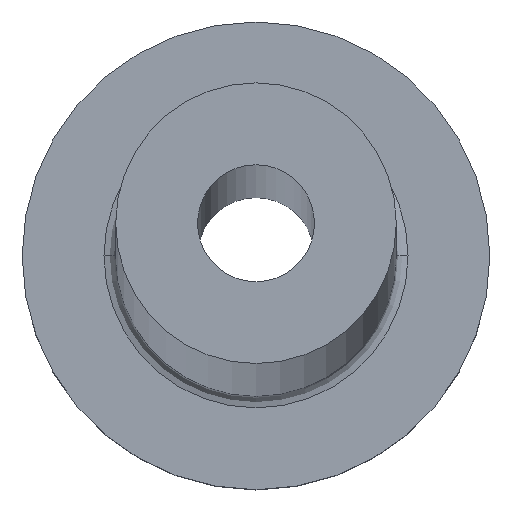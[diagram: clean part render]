
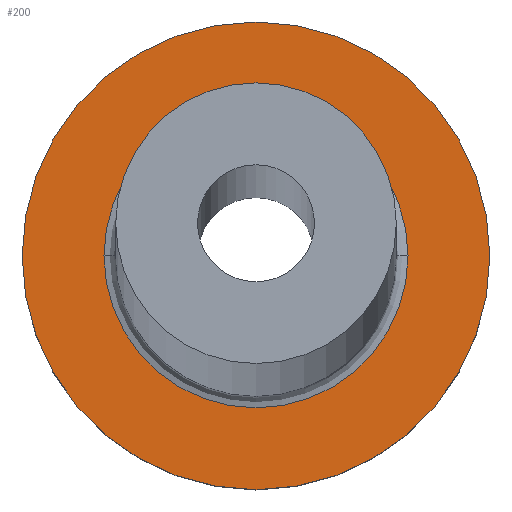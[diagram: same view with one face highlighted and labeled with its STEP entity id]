
A CAD part, top view. The second image highlights one B-rep face of the part: STEP entity #200.
In plain terms, the highlighted planar face has unit normal (0, 0, 1).
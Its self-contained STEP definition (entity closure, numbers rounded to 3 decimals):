
#33 = EDGE_CURVE ( 'NONE', #164, #265, #50, .T. ) ;
#35 = CIRCLE ( 'NONE', #376, 10. ) ;
#50 = CIRCLE ( 'NONE', #160, 10. ) ;
#54 = CARTESIAN_POINT ( 'NONE',  ( -10., 0., 7. ) ) ;
#55 = ORIENTED_EDGE ( 'NONE', *, *, #215, .T. ) ;
#56 = VERTEX_POINT ( 'NONE', #299 ) ;
#57 = EDGE_CURVE ( 'NONE', #265, #164, #35, .T. ) ;
#93 = CARTESIAN_POINT ( 'NONE',  ( 0., 0., 7. ) ) ;
#99 = DIRECTION ( 'NONE',  ( 0., 0., 1. ) ) ;
#106 = DIRECTION ( 'NONE',  ( 0., 0., -1. ) ) ;
#116 = DIRECTION ( 'NONE',  ( 1., 0., 0. ) ) ;
#120 = FACE_OUTER_BOUND ( 'NONE', #230, .T. ) ;
#122 = CIRCLE ( 'NONE', #161, 6.5 ) ;
#127 = FACE_BOUND ( 'NONE', #196, .T. ) ;
#133 = DIRECTION ( 'NONE',  ( 1., 0., 0. ) ) ;
#136 = ORIENTED_EDGE ( 'NONE', *, *, #33, .T. ) ;
#144 = DIRECTION ( 'NONE',  ( 0., 0., -1. ) ) ;
#159 = CARTESIAN_POINT ( 'NONE',  ( 0., 0., 7. ) ) ;
#160 = AXIS2_PLACEMENT_3D ( 'NONE', #324, #325, #116 ) ;
#161 = AXIS2_PLACEMENT_3D ( 'NONE', #258, #144, #270 ) ;
#164 = VERTEX_POINT ( 'NONE', #280 ) ;
#196 = EDGE_LOOP ( 'NONE', ( #242, #55 ) ) ;
#200 = ADVANCED_FACE ( 'NONE', ( #127, #120 ), #336, .T. ) ;
#201 = ORIENTED_EDGE ( 'NONE', *, *, #57, .T. ) ;
#215 = EDGE_CURVE ( 'NONE', #308, #56, #291, .T. ) ;
#230 = EDGE_LOOP ( 'NONE', ( #201, #136 ) ) ;
#242 = ORIENTED_EDGE ( 'NONE', *, *, #363, .T. ) ;
#243 = DIRECTION ( 'NONE',  ( 1., 0., 0. ) ) ;
#258 = CARTESIAN_POINT ( 'NONE',  ( 0., 0., 7. ) ) ;
#263 = DIRECTION ( 'NONE',  ( 1., 0., 0. ) ) ;
#265 = VERTEX_POINT ( 'NONE', #54 ) ;
#270 = DIRECTION ( 'NONE',  ( 1., 0., 0. ) ) ;
#277 = CARTESIAN_POINT ( 'NONE',  ( 0., 0., 7. ) ) ;
#278 = AXIS2_PLACEMENT_3D ( 'NONE', #277, #99, #133 ) ;
#280 = CARTESIAN_POINT ( 'NONE',  ( 10., 0., 7. ) ) ;
#291 = CIRCLE ( 'NONE', #335, 6.5 ) ;
#299 = CARTESIAN_POINT ( 'NONE',  ( 6.5, 0., 7. ) ) ;
#308 = VERTEX_POINT ( 'NONE', #323 ) ;
#323 = CARTESIAN_POINT ( 'NONE',  ( -6.5, 0., 7. ) ) ;
#324 = CARTESIAN_POINT ( 'NONE',  ( 0., 0., 7. ) ) ;
#325 = DIRECTION ( 'NONE',  ( 0., 0., 1. ) ) ;
#332 = DIRECTION ( 'NONE',  ( 0., 0., 1. ) ) ;
#335 = AXIS2_PLACEMENT_3D ( 'NONE', #159, #106, #263 ) ;
#336 = PLANE ( 'NONE',  #278 ) ;
#363 = EDGE_CURVE ( 'NONE', #56, #308, #122, .T. ) ;
#376 = AXIS2_PLACEMENT_3D ( 'NONE', #93, #332, #243 ) ;
